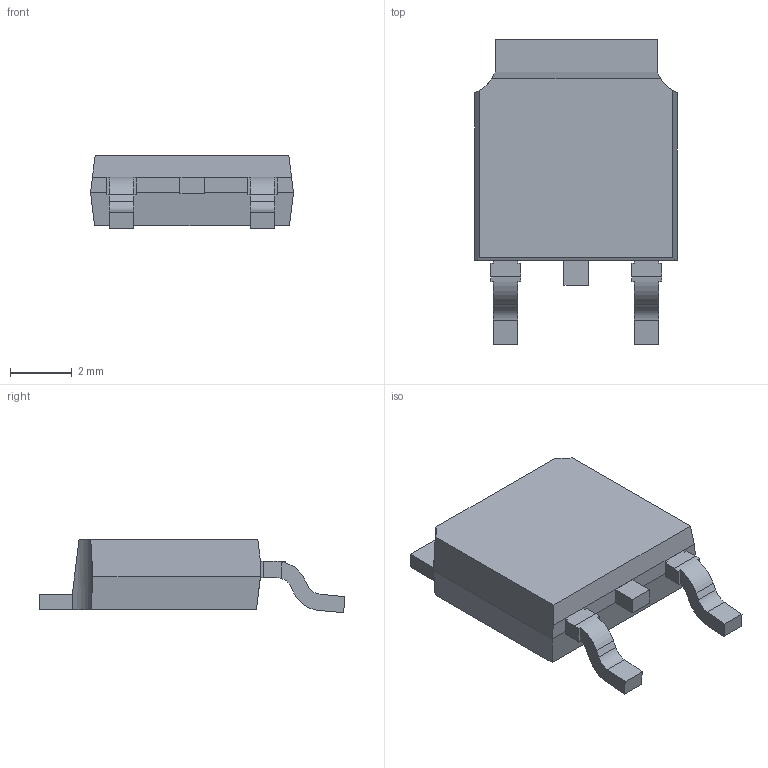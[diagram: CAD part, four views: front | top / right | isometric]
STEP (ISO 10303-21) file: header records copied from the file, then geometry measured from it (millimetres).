
FILE_DESCRIPTION (( 'STEP AP214' ), '1' );
FILE_NAME ('IRFR9220PBF.STEP', '2024-08-03T10:16:43', ( '' ), ( '' ), 'SwSTEP 2.0', 'SolidWorks 2023', '' );
FILE_SCHEMA (( 'AUTOMOTIVE_DESIGN' ));
Length unit declared in the file: inch
Products named in the file (6): IRFR9220PBF; Open CASCADE STEP translator 6.8 3; Open CASCADE STEP translator 6.8 3_3; Open CASCADE STEP translator 6.8 4; Open CASCADE STEP translator 6.8 2; Open CASCADE STEP translator 6.8 3_2
Assembly tree (5 placements, depth 2):
  IRFR9220PBF
    Open CASCADE STEP translator 6.8 4
    Open CASCADE STEP translator 6.8 3
    Open CASCADE STEP translator 6.8 3_2
    Open CASCADE STEP translator 6.8 3_3
    Open CASCADE STEP translator 6.8 2
Bounding box: 6.58 x 9.92 x 2.38 mm (x, y, z)
Volume: 93.1 mm3; surface area: 218.9 mm2
Topology: 5 solids, 5 shells, 106 faces, 282 edges, 187 vertices
Faces by surface type: plane 88, cylinder 18
Entity records: 4857 total; most frequent: CARTESIAN_POINT 601, ORIENTED_EDGE 564, DIRECTION 548, EDGE_CURVE 282, LINE 232, VECTOR 232, VERTEX_POINT 187, AXIS2_PLACEMENT_3D 158
